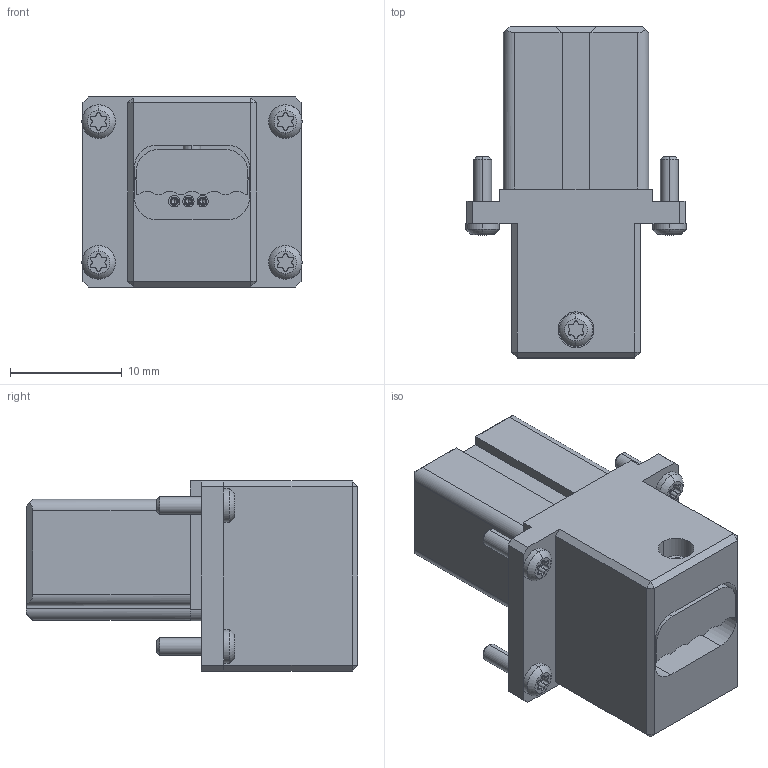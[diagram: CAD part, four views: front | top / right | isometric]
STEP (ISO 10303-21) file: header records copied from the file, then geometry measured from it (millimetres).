
FILE_DESCRIPTION (( 'STEP AP203' ), '1' );
FILE_NAME ('INGUN_114729.STEP', '2023-05-03T11:50:24', ( '' ), ( '' ), 'SwSTEP 2.0', 'SolidWorks 2021', '' );
FILE_SCHEMA (( 'CONFIG_CONTROL_DESIGN' ));
Length unit declared in the file: millimetre
Products named in the file (1): INGUN_114729
Bounding box: 19.7 x 29.67 x 17 mm (x, y, z)
Volume: 4279.5 mm3; surface area: 3322.3 mm2
Topology: 1 solids, 1 shells, 401 faces, 1007 edges, 632 vertices
Faces by surface type: cylinder 200, plane 131, cone 60, torus 10
Entity records: 12158 total; most frequent: CARTESIAN_POINT 2233, DIRECTION 2207, ORIENTED_EDGE 1990, EDGE_CURVE 995, AXIS2_PLACEMENT_3D 854, VERTEX_POINT 632, VECTOR 499, LINE 499
